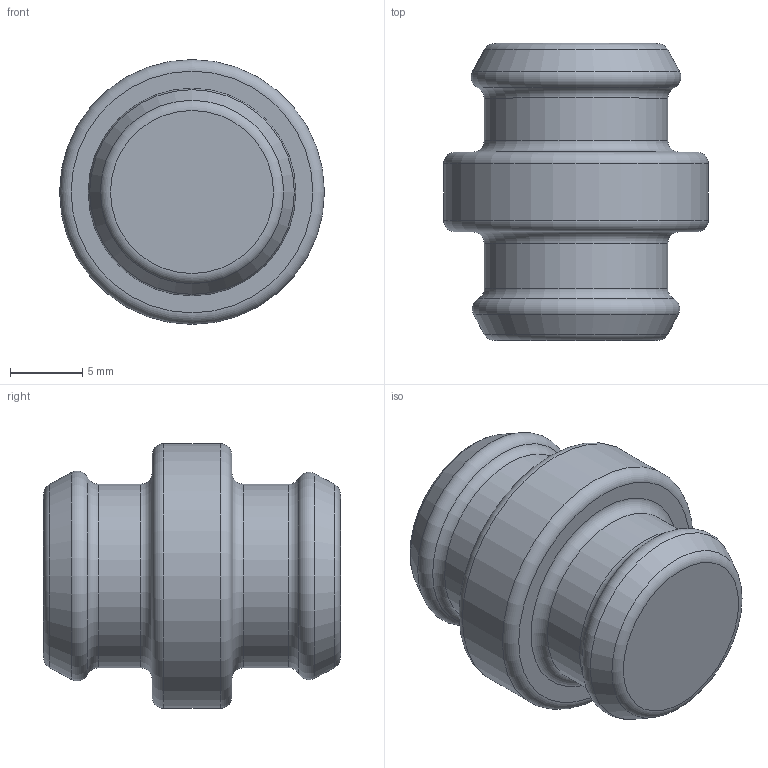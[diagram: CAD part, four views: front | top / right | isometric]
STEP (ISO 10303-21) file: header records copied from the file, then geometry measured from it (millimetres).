
FILE_DESCRIPTION(/* description */ (''),/* implementation_level */ '2;1');
FILE_NAME(/* name */ '20021-013_landing-gear-foot v3.step',/* time_stamp */ '2020-02-13T15:50:12-07:00',/* author */ (''),/* organization */ (''),/* preprocessor_version */ 'ST-DEVELOPER v18',/* originating_system */ 'Autodesk Translation Framework v8.12.0.6',/* authorisation */ '');
FILE_SCHEMA (('AUTOMOTIVE_DESIGN { 1 0 10303 214 3 1 1 }'));
Length unit declared in the file: millimetre
Products named in the file (1): 20021-013_landing-gear-foot
Bounding box: 18.28 x 20.5 x 18.28 mm (x, y, z)
Volume: 1934.4 mm3; surface area: 1998.9 mm2
Topology: 1 solids, 1 shells, 22 faces, 55 edges, 37 vertices
Faces by surface type: torus 12, cylinder 4, plane 4, cone 2
Full cylindrical faces by diameter (mm): 10 x1, 12.68 x2, 18.28 x1
Entity records: 736 total; most frequent: DIRECTION 150, CARTESIAN_POINT 115, ORIENTED_EDGE 110, AXIS2_PLACEMENT_3D 72, EDGE_CURVE 55, CIRCLE 49, VERTEX_POINT 37, EDGE_LOOP 24
